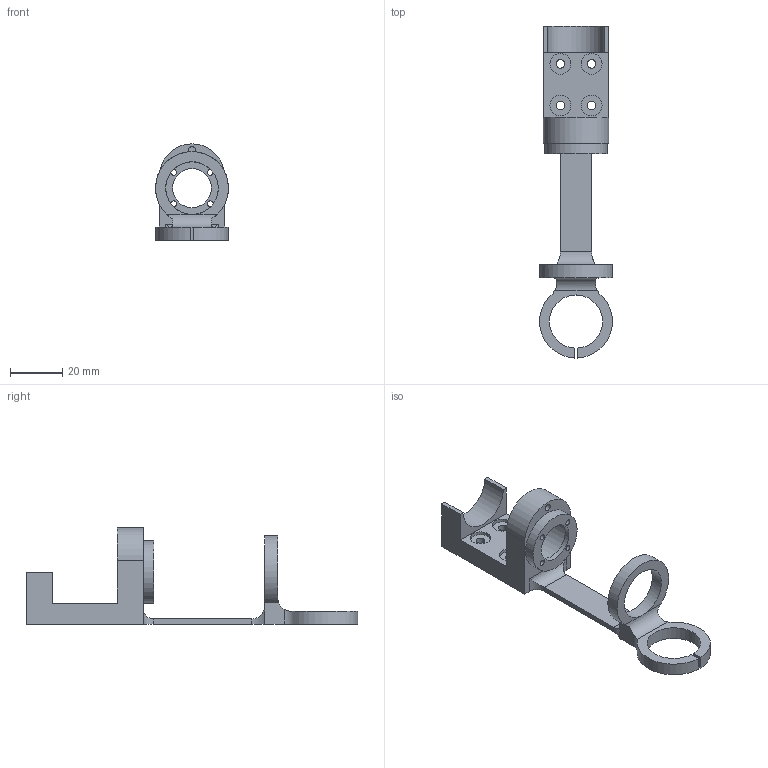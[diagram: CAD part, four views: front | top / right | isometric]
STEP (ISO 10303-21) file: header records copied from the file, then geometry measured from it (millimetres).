
FILE_DESCRIPTION(/* description */ (''),/* implementation_level */ '2;1');
FILE_NAME(/* name */ 'Motor Bracket v40.step',/* time_stamp */ '2024-06-05T13:11:03-04:00',/* author */ (''),/* organization */ (''),/* preprocessor_version */ 'ST-DEVELOPER v20',/* originating_system */ 'Autodesk Translation Framework v12.20.1.177',/* authorisation */ '');
FILE_SCHEMA (('AUTOMOTIVE_DESIGN { 1 0 10303 214 3 1 1 }'));
Length unit declared in the file: millimetre
Products named in the file (1): Motor Bracket
Bounding box: 28 x 127.49 x 37 mm (x, y, z)
Volume: 17981.1 mm3; surface area: 11243 mm2
Topology: 1 solids, 1 shells, 59 faces, 149 edges, 98 vertices
Faces by surface type: cylinder 32, plane 27
Full cylindrical faces by diameter (mm): 2.2 x4, 2.797 x1, 3.332 x4, 8 x4, 15 x1, 20.2 x1, 22.254 x1, 24 x1
Entity records: 1898 total; most frequent: CARTESIAN_POINT 354, DIRECTION 323, ORIENTED_EDGE 298, EDGE_CURVE 149, AXIS2_PLACEMENT_3D 121, VERTEX_POINT 98, EDGE_LOOP 85, LINE 81
